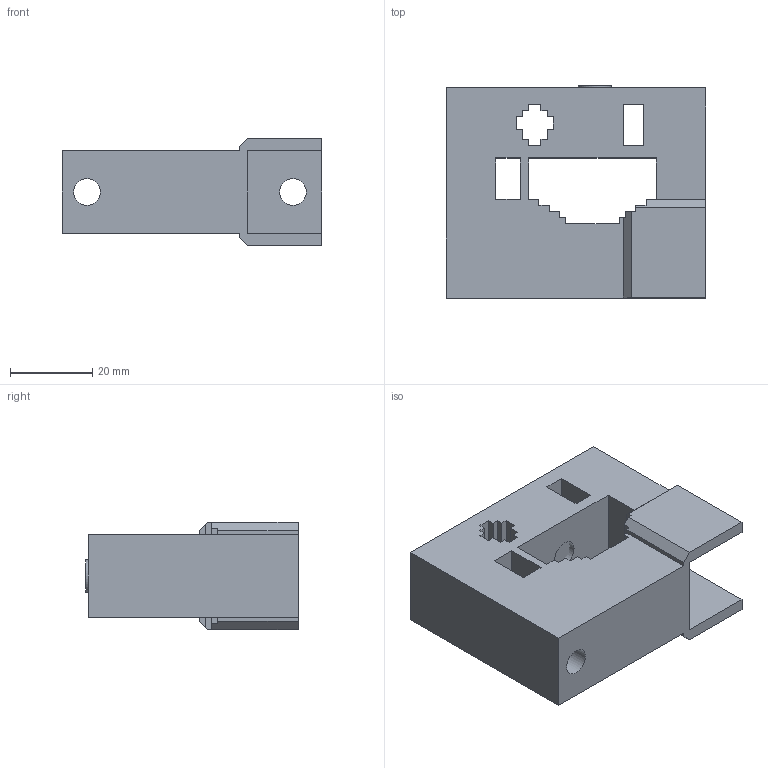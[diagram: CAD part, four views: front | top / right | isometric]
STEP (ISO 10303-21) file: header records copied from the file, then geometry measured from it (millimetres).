
FILE_DESCRIPTION((''),'2;1');
FILE_NAME('01489000.stp','2013-04-30T10:09:03',('AW'),(''),'Autodesk Inventor 2013','Autodesk Inventor 2013','');
FILE_SCHEMA(('AUTOMOTIVE_DESIGN { 1 0 10303 214 1 1 1 1 }'));
Length unit declared in the file: millimetre
Products named in the file (1): 01489000
Bounding box: 63 x 51.53 x 26 mm (x, y, z)
Volume: 43947.6 mm3; surface area: 17518.1 mm2
Topology: 2 solids, 2 shells, 81 faces, 229 edges, 153 vertices
Faces by surface type: plane 75, cylinder 6
Full cylindrical faces by diameter (mm): 6.5 x2, 6.647 x1, 8 x1, 10 x2
Entity records: 2696 total; most frequent: CARTESIAN_POINT 456, ORIENTED_EDGE 444, DIRECTION 398, EDGE_CURVE 222, VECTOR 210, LINE 210, VERTEX_POINT 152, EDGE_LOOP 102
